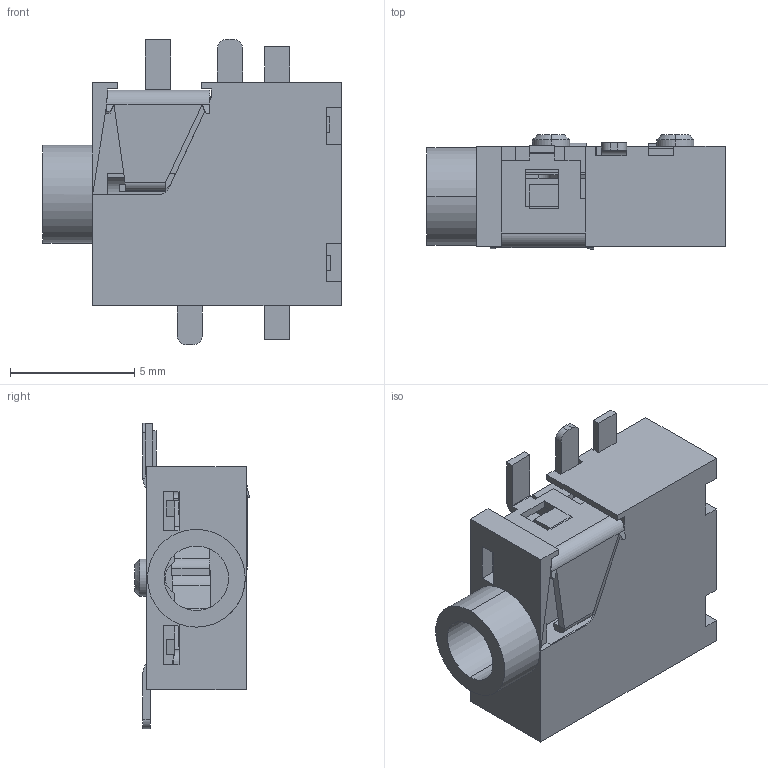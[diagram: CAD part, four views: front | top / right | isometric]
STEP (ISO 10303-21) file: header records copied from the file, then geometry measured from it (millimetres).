
FILE_DESCRIPTION (( 'STEP AP214' ), '1' );
FILE_NAME ('980TR.STEP', '2013-04-24T15:28:44', ( 'Richard Maletta' ), ( '' ), 'SwSTEP 2.0', 'SolidWorks 2009', '' );
FILE_SCHEMA (( 'AUTOMOTIVE_DESIGN' ));
Length unit declared in the file: millimetre
Products named in the file (1): 980TR
Bounding box: 12.01 x 4.63 x 12.3 mm (x, y, z)
Volume: 249.3 mm3; surface area: 996.2 mm2
Topology: 10 solids, 10 shells, 377 faces, 984 edges, 623 vertices
Faces by surface type: plane 309, cylinder 64, cone 4
Entity records: 15625 total; most frequent: CARTESIAN_POINT 2005, ORIENTED_EDGE 1968, DIRECTION 1876, EDGE_CURVE 984, VECTOR 836, LINE 836, VERTEX_POINT 623, AXIS2_PLACEMENT_3D 520
